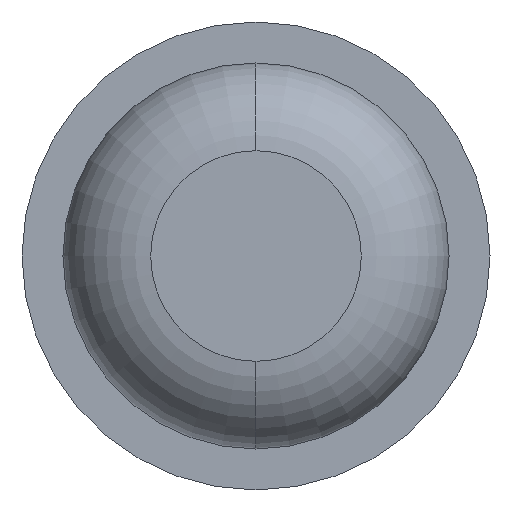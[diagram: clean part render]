
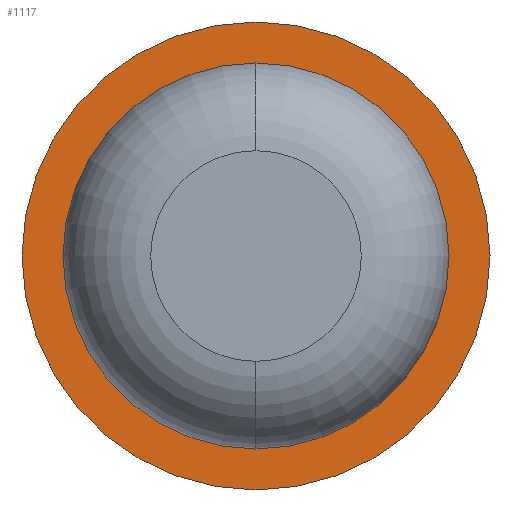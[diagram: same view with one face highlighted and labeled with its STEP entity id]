
A CAD part, front view. The second image highlights one B-rep face of the part: STEP entity #1117.
In plain terms, the highlighted planar face has unit normal (0, -1, 0).
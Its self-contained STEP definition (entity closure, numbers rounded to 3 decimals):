
#5 = ORIENTED_EDGE ( 'NONE', *, *, #2908, .T. ) ;
#53 = DIRECTION ( 'NONE',  ( -1., 0., 0. ) ) ;
#91 = ORIENTED_EDGE ( 'NONE', *, *, #1720, .T. ) ;
#138 = CARTESIAN_POINT ( 'NONE',  ( -1., -9., 0. ) ) ;
#210 = CIRCLE ( 'NONE', #4297, 0.825 ) ;
#253 = DIRECTION ( 'NONE',  ( -1., 0., 0. ) ) ;
#264 = ORIENTED_EDGE ( 'NONE', *, *, #2352, .F. ) ;
#266 = CIRCLE ( 'NONE', #2628, 0.825 ) ;
#460 = ORIENTED_EDGE ( 'NONE', *, *, #953, .F. ) ;
#516 = CARTESIAN_POINT ( 'NONE',  ( 1., -9., 0. ) ) ;
#542 = DIRECTION ( 'NONE',  ( 0., 1., 0. ) ) ;
#764 = AXIS2_PLACEMENT_3D ( 'NONE', #4241, #861, #1198 ) ;
#770 = CARTESIAN_POINT ( 'NONE',  ( 0., -9., -0.825 ) ) ;
#861 = DIRECTION ( 'NONE',  ( 0., 1., 0. ) ) ;
#878 = DIRECTION ( 'NONE',  ( -1., 0., 0. ) ) ;
#953 = EDGE_CURVE ( 'Defeature ausgef�hrt1_5+Defeature ausgef�hrt1_4+Defeature ausgef�hrt1_4+Defeature ausgef�hrt1_4', #2707, #1903, #3133, .T. ) ;
#996 = FACE_BOUND ( 'NONE', #1161, .T. ) ;
#1064 = PLANE ( 'NONE',  #4408 ) ;
#1097 = DIRECTION ( 'NONE',  ( 0., 1., 0. ) ) ;
#1117 = ADVANCED_FACE ( 'Defeature ausgef�hrt1_4', ( #2542, #996 ), #1064, .F. ) ;
#1161 = EDGE_LOOP ( 'NONE', ( #5, #91 ) ) ;
#1169 = CIRCLE ( 'NONE', #1201, 1. ) ;
#1198 = DIRECTION ( 'NONE',  ( -1., 0., 0. ) ) ;
#1201 = AXIS2_PLACEMENT_3D ( 'NONE', #2498, #4235, #253 ) ;
#1424 = EDGE_LOOP ( 'NONE', ( #264, #460 ) ) ;
#1584 = DIRECTION ( 'NONE',  ( 0., 1., 0. ) ) ;
#1720 = EDGE_CURVE ( 'Defeature ausgef�hrt1_4+Defeature ausgef�hrt1_0+Defeature ausgef�hrt1_0+Defeature ausgef�hrt1_0', #3254, #3848, #266, .T. ) ;
#1739 = CARTESIAN_POINT ( 'NONE',  ( 0.825, -9., 0. ) ) ;
#1903 = VERTEX_POINT ( 'NONE', #138 ) ;
#2211 = CARTESIAN_POINT ( 'NONE',  ( 0., -9., 0. ) ) ;
#2352 = EDGE_CURVE ( 'Defeature ausgef�hrt1_5+Defeature ausgef�hrt1_4+Defeature ausgef�hrt1_4+Defeature ausgef�hrt1_4', #1903, #2707, #1169, .T. ) ;
#2498 = CARTESIAN_POINT ( 'NONE',  ( 0., -9., 0. ) ) ;
#2542 = FACE_OUTER_BOUND ( 'NONE', #1424, .T. ) ;
#2628 = AXIS2_PLACEMENT_3D ( 'NONE', #2211, #542, #878 ) ;
#2707 = VERTEX_POINT ( 'NONE', #516 ) ;
#2908 = EDGE_CURVE ( 'Defeature ausgef�hrt1_4+Defeature ausgef�hrt1_0+Defeature ausgef�hrt1_0+Defeature ausgef�hrt1_0', #3848, #3254, #210, .T. ) ;
#3133 = CIRCLE ( 'NONE', #764, 1. ) ;
#3152 = CARTESIAN_POINT ( 'NONE',  ( 0., -9., 0.825 ) ) ;
#3254 = VERTEX_POINT ( 'NONE', #770 ) ;
#3848 = VERTEX_POINT ( 'NONE', #3152 ) ;
#3913 = DIRECTION ( 'NONE',  ( -1., 0., 0. ) ) ;
#4235 = DIRECTION ( 'NONE',  ( 0., 1., 0. ) ) ;
#4241 = CARTESIAN_POINT ( 'NONE',  ( 0., -9., 0. ) ) ;
#4259 = CARTESIAN_POINT ( 'NONE',  ( 0., -9., 0. ) ) ;
#4297 = AXIS2_PLACEMENT_3D ( 'NONE', #4259, #1584, #3913 ) ;
#4408 = AXIS2_PLACEMENT_3D ( 'NONE', #1739, #1097, #53 ) ;
